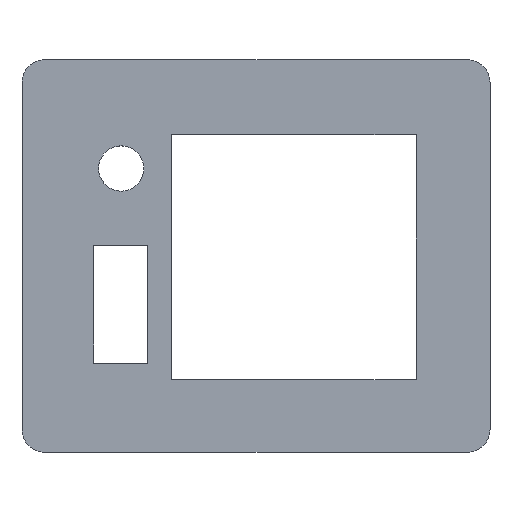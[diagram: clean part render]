
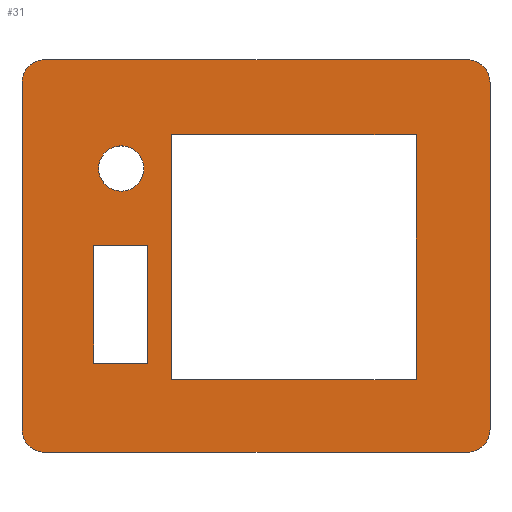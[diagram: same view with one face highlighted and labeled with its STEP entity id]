
A CAD part, top view. The second image highlights one B-rep face of the part: STEP entity #31.
In plain terms, the highlighted planar face has unit normal (0, 0, 1).
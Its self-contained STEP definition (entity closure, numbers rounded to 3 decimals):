
#1 = VERTEX_POINT ( 'NONE', #193 ) ;
#4 = VECTOR ( 'NONE', #307, 1000. ) ;
#5 = VERTEX_POINT ( 'NONE', #128 ) ;
#14 = CARTESIAN_POINT ( 'NONE',  ( -9.51, 48.129, 1.5 ) ) ;
#17 = EDGE_CURVE ( 'NONE', #5, #160, #139, .T. ) ;
#22 = DIRECTION ( 'NONE',  ( 0., 0., 1. ) ) ;
#25 = CARTESIAN_POINT ( 'NONE',  ( 66.928, 72.166, 1.5 ) ) ;
#31 = ADVANCED_FACE ( 'NONE', ( #290, #652, #188, #81 ), #495, .T. ) ;
#32 = ORIENTED_EDGE ( 'NONE', *, *, #285, .T. ) ;
#35 = ORIENTED_EDGE ( 'NONE', *, *, #270, .T. ) ;
#43 = CARTESIAN_POINT ( 'NONE',  ( -14.51, 48.129, 1.5 ) ) ;
#55 = LINE ( 'NONE', #175, #4 ) ;
#56 = EDGE_CURVE ( 'NONE', #160, #115, #489, .T. ) ;
#58 = VECTOR ( 'NONE', #143, 1000. ) ;
#64 = EDGE_CURVE ( 'NONE', #525, #442, #389, .T. ) ;
#68 = DIRECTION ( 'NONE',  ( 1., 0., 0. ) ) ;
#71 = CARTESIAN_POINT ( 'NONE',  ( -3.625, 31.158, 1.5 ) ) ;
#76 = CIRCLE ( 'NONE', #174, 5. ) ;
#77 = AXIS2_PLACEMENT_3D ( 'NONE', #392, #344, #505 ) ;
#81 = FACE_BOUND ( 'NONE', #672, .T. ) ;
#82 = VERTEX_POINT ( 'NONE', #234 ) ;
#89 = ORIENTED_EDGE ( 'NONE', *, *, #566, .T. ) ;
#95 = CARTESIAN_POINT ( 'NONE',  ( 71.928, -14.539, 1.5 ) ) ;
#110 = EDGE_CURVE ( 'NONE', #115, #82, #281, .T. ) ;
#111 = ORIENTED_EDGE ( 'NONE', *, *, #266, .F. ) ;
#114 = VECTOR ( 'NONE', #584, 1000. ) ;
#115 = VERTEX_POINT ( 'NONE', #184 ) ;
#125 = DIRECTION ( 'NONE',  ( 0., -1., 0. ) ) ;
#127 = VECTOR ( 'NONE', #342, 1000. ) ;
#128 = CARTESIAN_POINT ( 'NONE',  ( -3.625, 5.158, 1.5 ) ) ;
#132 = CARTESIAN_POINT ( 'NONE',  ( 0., 0., 1.5 ) ) ;
#133 = CARTESIAN_POINT ( 'NONE',  ( 55.625, 1.525, 1.5 ) ) ;
#139 = LINE ( 'NONE', #542, #127 ) ;
#143 = DIRECTION ( 'NONE',  ( 0., -1., 0. ) ) ;
#147 = ORIENTED_EDGE ( 'NONE', *, *, #64, .T. ) ;
#157 = EDGE_CURVE ( 'NONE', #442, #658, #616, .T. ) ;
#158 = ORIENTED_EDGE ( 'NONE', *, *, #423, .F. ) ;
#160 = VERTEX_POINT ( 'NONE', #71 ) ;
#164 = ORIENTED_EDGE ( 'NONE', *, *, #508, .T. ) ;
#170 = CARTESIAN_POINT ( 'NONE',  ( -26.416, 67.166, 1.5 ) ) ;
#174 = AXIS2_PLACEMENT_3D ( 'NONE', #238, #348, #653 ) ;
#175 = CARTESIAN_POINT ( 'NONE',  ( 1.525, 1.525, 1.5 ) ) ;
#180 = DIRECTION ( 'NONE',  ( 1., 0., 0. ) ) ;
#184 = CARTESIAN_POINT ( 'NONE',  ( -15.625, 31.158, 1.5 ) ) ;
#187 = EDGE_CURVE ( 'NONE', #553, #206, #350, .T. ) ;
#188 = FACE_BOUND ( 'NONE', #258, .T. ) ;
#189 = CIRCLE ( 'NONE', #647, 5. ) ;
#191 = ORIENTED_EDGE ( 'NONE', *, *, #366, .F. ) ;
#193 = CARTESIAN_POINT ( 'NONE',  ( 55.625, 1.525, 1.5 ) ) ;
#196 = DIRECTION ( 'NONE',  ( -1., 0., 0. ) ) ;
#200 = ORIENTED_EDGE ( 'NONE', *, *, #535, .F. ) ;
#201 = CARTESIAN_POINT ( 'NONE',  ( 71.928, 67.166, 1.5 ) ) ;
#204 = CARTESIAN_POINT ( 'NONE',  ( 1.525, 55.625, 1.5 ) ) ;
#206 = VERTEX_POINT ( 'NONE', #531 ) ;
#223 = DIRECTION ( 'NONE',  ( -1., 0., 0. ) ) ;
#231 = DIRECTION ( 'NONE',  ( 1., 0., 0. ) ) ;
#234 = CARTESIAN_POINT ( 'NONE',  ( -15.625, 5.158, 1.5 ) ) ;
#238 = CARTESIAN_POINT ( 'NONE',  ( 66.928, -9.539, 1.5 ) ) ;
#242 = CARTESIAN_POINT ( 'NONE',  ( -15.625, 5.158, 1.5 ) ) ;
#252 = ORIENTED_EDGE ( 'NONE', *, *, #157, .T. ) ;
#254 = VECTOR ( 'NONE', #597, 1000. ) ;
#258 = EDGE_LOOP ( 'NONE', ( #396, #339 ) ) ;
#266 = EDGE_CURVE ( 'NONE', #610, #411, #516, .T. ) ;
#267 = AXIS2_PLACEMENT_3D ( 'NONE', #132, #22, #231 ) ;
#270 = EDGE_CURVE ( 'NONE', #595, #525, #189, .T. ) ;
#275 = DIRECTION ( 'NONE',  ( 0., 0., 1. ) ) ;
#276 = CARTESIAN_POINT ( 'NONE',  ( -31.416, -9.539, 1.5 ) ) ;
#281 = LINE ( 'NONE', #427, #628 ) ;
#285 = EDGE_CURVE ( 'NONE', #504, #595, #369, .T. ) ;
#290 = FACE_BOUND ( 'NONE', #604, .T. ) ;
#301 = CARTESIAN_POINT ( 'NONE',  ( 1.525, 55.625, 1.5 ) ) ;
#307 = DIRECTION ( 'NONE',  ( 1., 0., 0. ) ) ;
#309 = ORIENTED_EDGE ( 'NONE', *, *, #17, .F. ) ;
#339 = ORIENTED_EDGE ( 'NONE', *, *, #634, .F. ) ;
#341 = LINE ( 'NONE', #204, #254 ) ;
#342 = DIRECTION ( 'NONE',  ( 0., 1., 0. ) ) ;
#344 = DIRECTION ( 'NONE',  ( 0., 0., 1. ) ) ;
#348 = DIRECTION ( 'NONE',  ( 0., 0., 1. ) ) ;
#350 = CIRCLE ( 'NONE', #458, 5. ) ;
#365 = CARTESIAN_POINT ( 'NONE',  ( -31.416, 72.166, 1.5 ) ) ;
#366 = EDGE_CURVE ( 'NONE', #411, #1, #55, .T. ) ;
#368 = CIRCLE ( 'NONE', #541, 5. ) ;
#369 = LINE ( 'NONE', #365, #435 ) ;
#379 = CARTESIAN_POINT ( 'NONE',  ( 1.525, 1.525, 1.5 ) ) ;
#388 = DIRECTION ( 'NONE',  ( 0., 0., 1. ) ) ;
#389 = LINE ( 'NONE', #603, #58 ) ;
#390 = ORIENTED_EDGE ( 'NONE', *, *, #517, .F. ) ;
#392 = CARTESIAN_POINT ( 'NONE',  ( -9.51, 48.129, 1.5 ) ) ;
#396 = ORIENTED_EDGE ( 'NONE', *, *, #187, .F. ) ;
#397 = VECTOR ( 'NONE', #497, 1000. ) ;
#403 = ORIENTED_EDGE ( 'NONE', *, *, #56, .F. ) ;
#411 = VERTEX_POINT ( 'NONE', #379 ) ;
#423 = EDGE_CURVE ( 'NONE', #1, #451, #481, .T. ) ;
#427 = CARTESIAN_POINT ( 'NONE',  ( -15.625, 5.158, 1.5 ) ) ;
#428 = CARTESIAN_POINT ( 'NONE',  ( 55.625, 55.625, 1.5 ) ) ;
#435 = VECTOR ( 'NONE', #223, 1000. ) ;
#439 = CARTESIAN_POINT ( 'NONE',  ( 66.928, 67.166, 1.5 ) ) ;
#442 = VERTEX_POINT ( 'NONE', #276 ) ;
#443 = DIRECTION ( 'NONE',  ( 0., 1., 0. ) ) ;
#451 = VERTEX_POINT ( 'NONE', #428 ) ;
#458 = AXIS2_PLACEMENT_3D ( 'NONE', #14, #275, #180 ) ;
#460 = CARTESIAN_POINT ( 'NONE',  ( 1.525, 1.525, 1.5 ) ) ;
#461 = EDGE_LOOP ( 'NONE', ( #510, #164, #89, #552, #32, #35, #147, #252 ) ) ;
#467 = DIRECTION ( 'NONE',  ( 1., 0., 0. ) ) ;
#468 = CIRCLE ( 'NONE', #77, 5. ) ;
#470 = VECTOR ( 'NONE', #630, 1000. ) ;
#478 = EDGE_CURVE ( 'NONE', #658, #514, #530, .T. ) ;
#481 = LINE ( 'NONE', #133, #114 ) ;
#483 = DIRECTION ( 'NONE',  ( 1., 0., 0. ) ) ;
#489 = LINE ( 'NONE', #654, #646 ) ;
#495 = PLANE ( 'NONE',  #267 ) ;
#497 = DIRECTION ( 'NONE',  ( 1., 0., 0. ) ) ;
#500 = VERTEX_POINT ( 'NONE', #538 ) ;
#504 = VERTEX_POINT ( 'NONE', #25 ) ;
#505 = DIRECTION ( 'NONE',  ( 1., 0., 0. ) ) ;
#508 = EDGE_CURVE ( 'NONE', #514, #500, #76, .T. ) ;
#509 = LINE ( 'NONE', #242, #397 ) ;
#510 = ORIENTED_EDGE ( 'NONE', *, *, #478, .T. ) ;
#514 = VERTEX_POINT ( 'NONE', #664 ) ;
#516 = LINE ( 'NONE', #460, #470 ) ;
#517 = EDGE_CURVE ( 'NONE', #82, #5, #509, .T. ) ;
#525 = VERTEX_POINT ( 'NONE', #554 ) ;
#530 = LINE ( 'NONE', #532, #611 ) ;
#531 = CARTESIAN_POINT ( 'NONE',  ( -4.51, 48.129, 1.5 ) ) ;
#532 = CARTESIAN_POINT ( 'NONE',  ( -31.416, -14.539, 1.5 ) ) ;
#533 = DIRECTION ( 'NONE',  ( 0., 0., 1. ) ) ;
#535 = EDGE_CURVE ( 'NONE', #451, #610, #341, .T. ) ;
#538 = CARTESIAN_POINT ( 'NONE',  ( 71.928, -9.539, 1.5 ) ) ;
#541 = AXIS2_PLACEMENT_3D ( 'NONE', #439, #388, #605 ) ;
#542 = CARTESIAN_POINT ( 'NONE',  ( -3.625, 5.158, 1.5 ) ) ;
#544 = CARTESIAN_POINT ( 'NONE',  ( -26.416, 72.166, 1.5 ) ) ;
#552 = ORIENTED_EDGE ( 'NONE', *, *, #579, .T. ) ;
#553 = VERTEX_POINT ( 'NONE', #43 ) ;
#554 = CARTESIAN_POINT ( 'NONE',  ( -31.416, 67.166, 1.5 ) ) ;
#562 = ORIENTED_EDGE ( 'NONE', *, *, #110, .F. ) ;
#566 = EDGE_CURVE ( 'NONE', #500, #589, #602, .T. ) ;
#577 = VECTOR ( 'NONE', #443, 1000. ) ;
#579 = EDGE_CURVE ( 'NONE', #589, #504, #368, .T. ) ;
#580 = AXIS2_PLACEMENT_3D ( 'NONE', #583, #533, #68 ) ;
#583 = CARTESIAN_POINT ( 'NONE',  ( -26.416, -9.539, 1.5 ) ) ;
#584 = DIRECTION ( 'NONE',  ( 0., 1., 0. ) ) ;
#589 = VERTEX_POINT ( 'NONE', #201 ) ;
#595 = VERTEX_POINT ( 'NONE', #544 ) ;
#597 = DIRECTION ( 'NONE',  ( -1., 0., 0. ) ) ;
#602 = LINE ( 'NONE', #95, #577 ) ;
#603 = CARTESIAN_POINT ( 'NONE',  ( -31.416, -14.539, 1.5 ) ) ;
#604 = EDGE_LOOP ( 'NONE', ( #158, #191, #111, #200 ) ) ;
#605 = DIRECTION ( 'NONE',  ( 1., 0., 0. ) ) ;
#610 = VERTEX_POINT ( 'NONE', #301 ) ;
#611 = VECTOR ( 'NONE', #483, 1000. ) ;
#614 = CARTESIAN_POINT ( 'NONE',  ( -26.416, -14.539, 1.5 ) ) ;
#616 = CIRCLE ( 'NONE', #580, 5. ) ;
#628 = VECTOR ( 'NONE', #125, 1000. ) ;
#630 = DIRECTION ( 'NONE',  ( 0., -1., 0. ) ) ;
#633 = DIRECTION ( 'NONE',  ( 0., 0., 1. ) ) ;
#634 = EDGE_CURVE ( 'NONE', #206, #553, #468, .T. ) ;
#646 = VECTOR ( 'NONE', #196, 1000. ) ;
#647 = AXIS2_PLACEMENT_3D ( 'NONE', #170, #633, #467 ) ;
#652 = FACE_OUTER_BOUND ( 'NONE', #461, .T. ) ;
#653 = DIRECTION ( 'NONE',  ( 1., 0., 0. ) ) ;
#654 = CARTESIAN_POINT ( 'NONE',  ( -15.625, 31.158, 1.5 ) ) ;
#658 = VERTEX_POINT ( 'NONE', #614 ) ;
#664 = CARTESIAN_POINT ( 'NONE',  ( 66.928, -14.539, 1.5 ) ) ;
#672 = EDGE_LOOP ( 'NONE', ( #309, #390, #562, #403 ) ) ;
